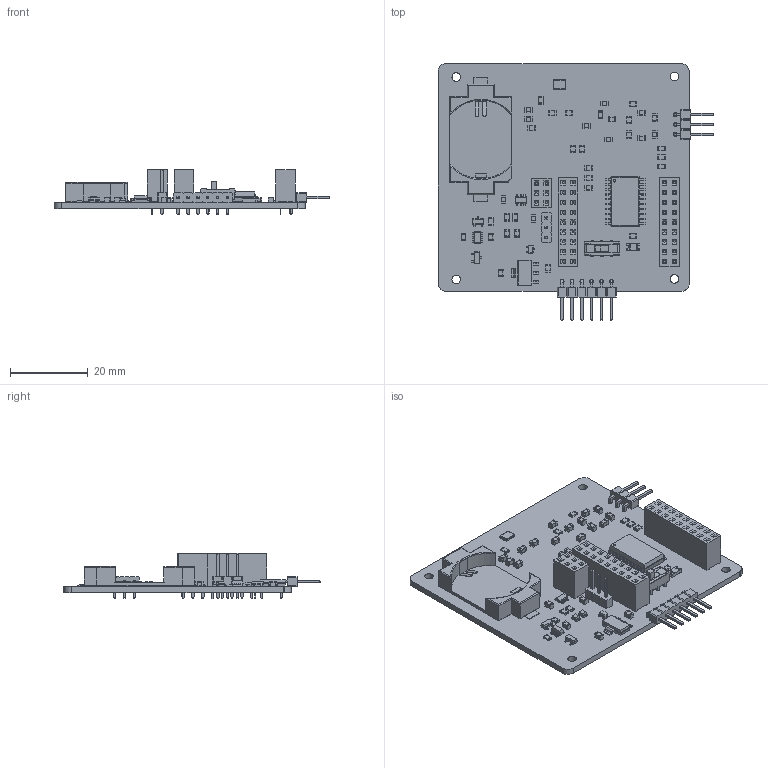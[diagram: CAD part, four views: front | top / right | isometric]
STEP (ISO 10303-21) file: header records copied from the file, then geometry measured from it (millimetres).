
FILE_DESCRIPTION(('KiCad electronic assembly'),'2;1');
FILE_NAME('salp_board.step','2025-05-14T15:02:37',('Pcbnew'),('Kicad'), 'Open CASCADE STEP processor 7.8','KiCad to STEP converter','Unknown' );
FILE_SCHEMA(('AUTOMOTIVE_DESIGN { 1 0 10303 214 1 1 1 1 }'));
Length unit declared in the file: millimetre
Products named in the file (40): salp_board 1; R_0805_2012Metric; SOT-223; SOT_223; L_0805_2012Metric; C_0805_2012Metric; PinSocket_2x03_P2.54mm_Vertical; PinHeader_1x06_P2.54mm_Horizontal; PinHeader_1x06_P254mm_Horizontal; SW_CK_JS202011CQN_DPDT_Straight; CuK_JS202011CQN_DPDT_straight; PinSocket_2x09_P2.54mm_Vertical; LED_0805_2012Metric; SOT-23-6; SOT_23_6; SOT-323_SC-70; SOT_323_SC_70; PinHeader_1x03_P2.54mm_Horizontal; PinHeader_1x03_P254mm_Horizontal; PinHeader_1x03_P2.54mm_Vertical; PinHeader_1x03_P254mm_Vertical; BatteryHolder_Keystone_1060_1x2032; Keystone_1060_1x2032; SOT-23; SOT_23; TSOT-23-6; TSOT_23_6; SOIC-20W_7.5x12.8mm_P1.27mm; SOIC_20W_75x128mm_P127mm; D_1206_3216Metric; D_1206; Crystal_SMD_SeikoEpson_TSX3225-4Pin_3.2x2.5mm_HandSoldering; _autosave-salp_board_PCB
Assembly tree (75 placements, depth 3):
  salp_board 1
    R_0805_2012Metric  x11
      R_0805_2012Metric
    SOT-223
      SOT_223
    L_0805_2012Metric  x2
      L_0805_2012Metric
    C_0805_2012Metric  x23
      C_0805_2012Metric
    PinSocket_2x03_P2.54mm_Vertical
      PinSocket_2x03_P2.54mm_Vertical
    PinHeader_1x06_P2.54mm_Horizontal
      PinHeader_1x06_P254mm_Horizontal
    SW_CK_JS202011CQN_DPDT_Straight
      CuK_JS202011CQN_DPDT_straight
    PinSocket_2x09_P2.54mm_Vertical  x2
      PinSocket_2x09_P2.54mm_Vertical
    LED_0805_2012Metric  x2
      LED_0805_2012Metric
    SOT-23-6
      SOT_23_6
    SOT-323_SC-70
      SOT_323_SC_70
    PinHeader_1x03_P2.54mm_Horizontal
      PinHeader_1x03_P254mm_Horizontal
    PinHeader_1x03_P2.54mm_Vertical
      PinHeader_1x03_P254mm_Vertical
    BatteryHolder_Keystone_1060_1x2032
      Keystone_1060_1x2032
    SOT-23  x2
      SOT_23
    TSOT-23-6
      TSOT_23_6
    SOIC-20W_7.5x12.8mm_P1.27mm
      SOIC_20W_75x128mm_P127mm
    D_1206_3216Metric
      D_1206
    Crystal_SMD_SeikoEpson_TSX3225-4Pin_3.2x2.5mm_HandSoldering
      Crystal_SMD_SeikoEpson_TSX3225-4Pin_3.2x2.5mm_HandSoldering
    _autosave-salp_board_PCB
Bounding box: 71.16 x 66.17 x 11.64 mm (x, y, z)
Volume: 9737.9 mm3; surface area: 14223.4 mm2
Topology: 56 solids, 56 shells, 4051 faces, 10436 edges, 6713 vertices
Faces by surface type: plane 3123, cylinder 724, bspline 201, torus 3
Full cylindrical faces by diameter (mm): 0.6 x1, 0.9 x6, 1 x54, 2.2 x4
Entity records: 90756 total; most frequent: CARTESIAN_POINT 13715, ORIENTED_EDGE 12646, DIRECTION 11521, EDGE_CURVE 6323, LINE 5459, VECTOR 5459, VERTEX_POINT 4025, AXIS2_PLACEMENT_3D 3031
